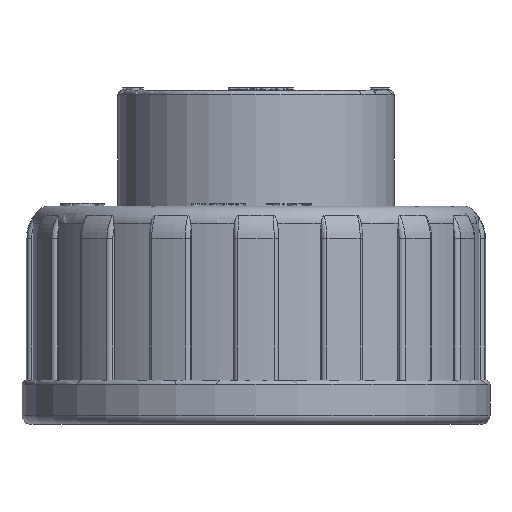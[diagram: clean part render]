
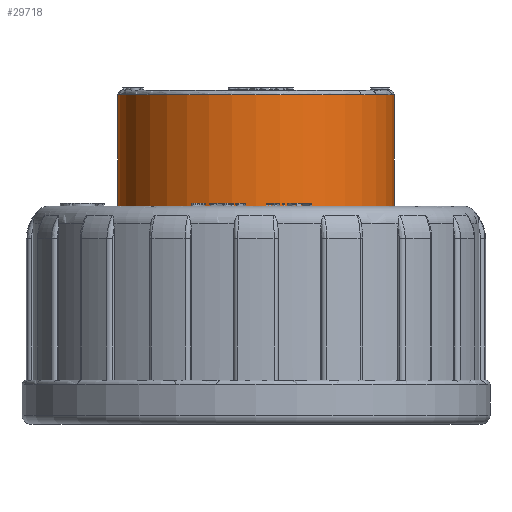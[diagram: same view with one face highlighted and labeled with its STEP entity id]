
A CAD part, front view. The second image highlights one B-rep face of the part: STEP entity #29718.
In plain terms, the highlighted cylindrical face has radius 15.65 mm (diameter 31.3 mm), a full revolution.
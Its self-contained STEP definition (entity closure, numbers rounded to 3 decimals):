
#134=CYLINDRICAL_SURFACE('',#31331,15.65);
#1012=LINE('',#41853,#5040);
#5040=VECTOR('',#33687,15.65);
#8539=FACE_OUTER_BOUND('',#10140,.T.);
#10140=EDGE_LOOP('',(#19971,#19972,#19973,#19974));
#11762=CIRCLE('',#31327,15.65);
#11764=CIRCLE('',#31330,15.65);
#12532=VERTEX_POINT('',#41846);
#12533=VERTEX_POINT('',#41849);
#15490=EDGE_CURVE('',#12532,#12532,#11762,.T.);
#15492=EDGE_CURVE('',#12533,#12533,#11764,.T.);
#15493=EDGE_CURVE('',#12533,#12532,#1012,.T.);
#19971=ORIENTED_EDGE('',*,*,#15492,.T.);
#19972=ORIENTED_EDGE('',*,*,#15493,.T.);
#19973=ORIENTED_EDGE('',*,*,#15490,.T.);
#19974=ORIENTED_EDGE('',*,*,#15493,.F.);
#29718=ADVANCED_FACE('',(#8539),#134,.T.);
#31327=AXIS2_PLACEMENT_3D('',#41847,#33677,#33678);
#31330=AXIS2_PLACEMENT_3D('',#41851,#33683,#33684);
#31331=AXIS2_PLACEMENT_3D('',#41852,#33685,#33686);
#33677=DIRECTION('center_axis',(0.,0.,1.));
#33678=DIRECTION('ref_axis',(1.,0.,0.));
#33683=DIRECTION('center_axis',(0.,0.,-1.));
#33684=DIRECTION('ref_axis',(1.,0.,0.));
#33685=DIRECTION('center_axis',(0.,0.,1.));
#33686=DIRECTION('ref_axis',(1.,0.,0.));
#33687=DIRECTION('',(0.,0.,-1.));
#41846=CARTESIAN_POINT('',(-15.65,0.,20.7));
#41847=CARTESIAN_POINT('Origin',(0.,0.,20.7));
#41849=CARTESIAN_POINT('',(-15.65,0.,33.3));
#41851=CARTESIAN_POINT('Origin',(0.,0.,33.3));
#41852=CARTESIAN_POINT('Origin',(0.,0.,12.));
#41853=CARTESIAN_POINT('',(-15.65,0.,12.));
